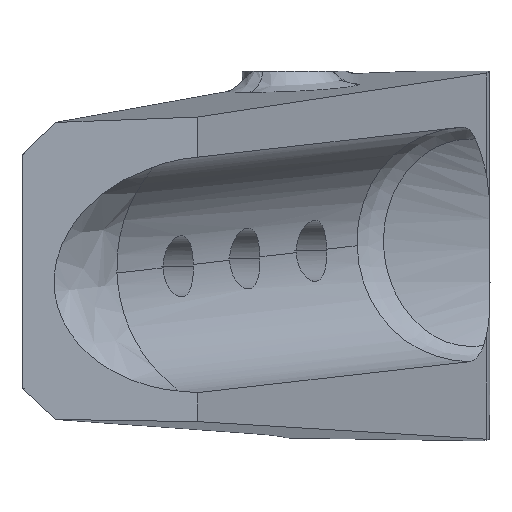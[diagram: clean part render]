
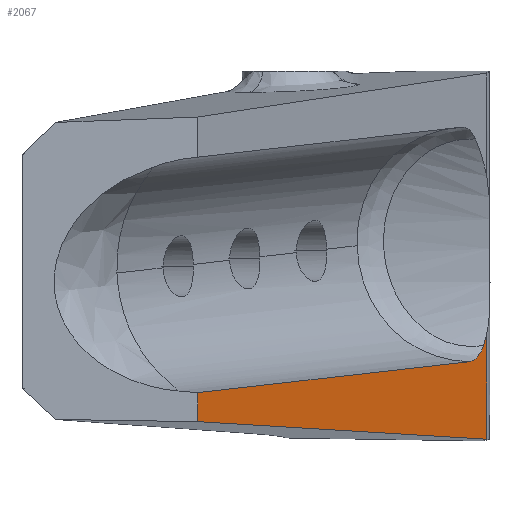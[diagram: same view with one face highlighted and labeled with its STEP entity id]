
A CAD part, left-side view. The second image highlights one B-rep face of the part: STEP entity #2067.
In plain terms, the highlighted planar face has unit normal (-0.498, -0.867, 0).
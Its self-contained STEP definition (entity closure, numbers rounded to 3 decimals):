
#62 = DIRECTION ( 'NONE',  ( -0.866, 0.497, -0.057 ) ) ;
#86 = CARTESIAN_POINT ( 'NONE',  ( -16.073, 25.765, -50.156 ) ) ;
#169 = LINE ( 'NONE', #3101, #5025 ) ;
#214 = VECTOR ( 'NONE', #8428, 1000. ) ;
#463 = LINE ( 'NONE', #3275, #2975 ) ;
#553 = CARTESIAN_POINT ( 'NONE',  ( -16.073, 25.765, -50.156 ) ) ;
#732 = CARTESIAN_POINT ( 'NONE',  ( -93.717, 70.303, -59.983 ) ) ;
#857 = VERTEX_POINT ( 'NONE', #732 ) ;
#2067 = ADVANCED_FACE ( 'NONE', ( #2463 ), #8359, .T. ) ;
#2297 = EDGE_CURVE ( 'NONE', #857, #4185, #5223, .T. ) ;
#2375 = CARTESIAN_POINT ( 'NONE',  ( -16.073, 25.765, -50.156 ) ) ;
#2387 = CARTESIAN_POINT ( 'NONE',  ( -15.669, 25.533, -50.129 ) ) ;
#2401 = CARTESIAN_POINT ( 'NONE',  ( -15.273, 25.306, -50.051 ) ) ;
#2411 = CARTESIAN_POINT ( 'NONE',  ( -14.691, 24.972, -49.856 ) ) ;
#2447 = CARTESIAN_POINT ( 'NONE',  ( -14.5, 24.863, -49.778 ) ) ;
#2463 = FACE_OUTER_BOUND ( 'NONE', #7784, .T. ) ;
#2475 = CARTESIAN_POINT ( 'NONE',  ( -93.717, 70.303, -55.23 ) ) ;
#2480 = CARTESIAN_POINT ( 'NONE',  ( -14.129, 24.65, -49.599 ) ) ;
#2509 = CARTESIAN_POINT ( 'NONE',  ( -13.949, 24.547, -49.498 ) ) ;
#2574 = CARTESIAN_POINT ( 'NONE',  ( -13.685, 24.395, -49.327 ) ) ;
#2645 = CARTESIAN_POINT ( 'NONE',  ( -13.597, 24.345, -49.266 ) ) ;
#2647 = CARTESIAN_POINT ( 'NONE',  ( -13.427, 24.247, -49.141 ) ) ;
#2656 = CARTESIAN_POINT ( 'NONE',  ( -13.177, 24.104, -48.944 ) ) ;
#2684 = CARTESIAN_POINT ( 'NONE',  ( -12.945, 23.971, -48.724 ) ) ;
#2725 = CARTESIAN_POINT ( 'NONE',  ( -12.761, 23.865, -48.528 ) ) ;
#2736 = CARTESIAN_POINT ( 'NONE',  ( -12.723, 23.844, -48.486 ) ) ;
#2759 = CARTESIAN_POINT ( 'NONE',  ( -12.651, 23.802, -48.404 ) ) ;
#2767 = CARTESIAN_POINT ( 'NONE',  ( -12.544, 23.741, -48.279 ) ) ;
#2799 = CARTESIAN_POINT ( 'NONE',  ( -12.31, 23.606, -47.977 ) ) ;
#2833 = DIRECTION ( 'NONE',  ( 0., 0., -1. ) ) ;
#2845 = CARTESIAN_POINT ( 'NONE',  ( -12.132, 23.505, -47.699 ) ) ;
#2941 = CARTESIAN_POINT ( 'NONE',  ( -12.025, 23.443, -47.506 ) ) ;
#2975 = VECTOR ( 'NONE', #3278, 1000. ) ;
#3101 = CARTESIAN_POINT ( 'NONE',  ( -11.093, 22.909, 0.618 ) ) ;
#3224 = VERTEX_POINT ( 'NONE', #2475 ) ;
#3275 = CARTESIAN_POINT ( 'NONE',  ( -93.717, 70.303, -62.931 ) ) ;
#3278 = DIRECTION ( 'NONE',  ( 0., 0., -1. ) ) ;
#3298 = CARTESIAN_POINT ( 'NONE',  ( -12.025, 23.443, -47.506 ) ) ;
#3345 = CARTESIAN_POINT ( 'NONE',  ( -11.691, 23.251, -46.905 ) ) ;
#3378 = CARTESIAN_POINT ( 'NONE',  ( -11.38, 23.073, -46.265 ) ) ;
#3417 = CARTESIAN_POINT ( 'NONE',  ( -11.093, 22.909, -45.587 ) ) ;
#3641 = ORIENTED_EDGE ( 'NONE', *, *, #5970, .T. ) ;
#4185 = VERTEX_POINT ( 'NONE', #8197 ) ;
#4747 = ORIENTED_EDGE ( 'NONE', *, *, #7816, .F. ) ;
#4755 = EDGE_CURVE ( 'NONE', #7322, #3224, #7462, .T. ) ;
#5025 = VECTOR ( 'NONE', #2833, 1000. ) ;
#5033 = B_SPLINE_CURVE_WITH_KNOTS ( 'NONE', 3,
 ( #2941, #2845, #2799, #2767, #2759, #2736, #2725, #2684, #2656, #2647, #2645, #2574, #2509, #2480, #2447, #2411, #2401, #2387, #2375 ),
 .UNSPECIFIED., .F., .F.,
 ( 4, 1, 1, 2, 2, 1, 2, 2, 2, 2, 4 ),
 ( 0., 0.125, 0.187, 0.219, 0.25, 0.375, 0.437, 0.5, 0.625, 0.75, 1. ),
 .UNSPECIFIED. ) ;
#5064 = VERTEX_POINT ( 'NONE', #7698 ) ;
#5087 = AXIS2_PLACEMENT_3D ( 'NONE', #6985, #6952, #6497 ) ;
#5101 = B_SPLINE_CURVE_WITH_KNOTS ( 'NONE', 3,
 ( #3417, #3378, #3345, #3298 ),
 .UNSPECIFIED., .F., .F.,
 ( 4, 4 ),
 ( 0., 1. ),
 .UNSPECIFIED. ) ;
#5180 = CARTESIAN_POINT ( 'NONE',  ( -11.093, 22.909, -45.587 ) ) ;
#5223 = LINE ( 'NONE', #8459, #214 ) ;
#5895 = EDGE_CURVE ( 'NONE', #6174, #5064, #5101, .T. ) ;
#5970 = EDGE_CURVE ( 'NONE', #5064, #7322, #5033, .T. ) ;
#6148 = ORIENTED_EDGE ( 'NONE', *, *, #6856, .T. ) ;
#6174 = VERTEX_POINT ( 'NONE', #5180 ) ;
#6368 = ORIENTED_EDGE ( 'NONE', *, *, #4755, .T. ) ;
#6497 = DIRECTION ( 'NONE',  ( 0.867, -0.498, 0. ) ) ;
#6856 = EDGE_CURVE ( 'NONE', #3224, #857, #463, .T. ) ;
#6952 = DIRECTION ( 'NONE',  ( -0.498, -0.867, 0. ) ) ;
#6985 = CARTESIAN_POINT ( 'NONE',  ( -9.273, 21.864, -62.931 ) ) ;
#7152 = ORIENTED_EDGE ( 'NONE', *, *, #5895, .T. ) ;
#7322 = VERTEX_POINT ( 'NONE', #553 ) ;
#7460 = VECTOR ( 'NONE', #62, 1000. ) ;
#7462 = LINE ( 'NONE', #86, #7460 ) ;
#7698 = CARTESIAN_POINT ( 'NONE',  ( -12.025, 23.443, -47.506 ) ) ;
#7784 = EDGE_LOOP ( 'NONE', ( #6368, #6148, #8167, #4747, #7152, #3641 ) ) ;
#7816 = EDGE_CURVE ( 'NONE', #6174, #4185, #169, .T. ) ;
#8167 = ORIENTED_EDGE ( 'NONE', *, *, #2297, .T. ) ;
#8197 = CARTESIAN_POINT ( 'NONE',  ( -11.093, 22.909, -62.868 ) ) ;
#8359 = PLANE ( 'NONE',  #5087 ) ;
#8428 = DIRECTION ( 'NONE',  ( 0.867, -0.497, -0.03 ) ) ;
#8459 = CARTESIAN_POINT ( 'NONE',  ( -93.717, 70.303, -59.983 ) ) ;
